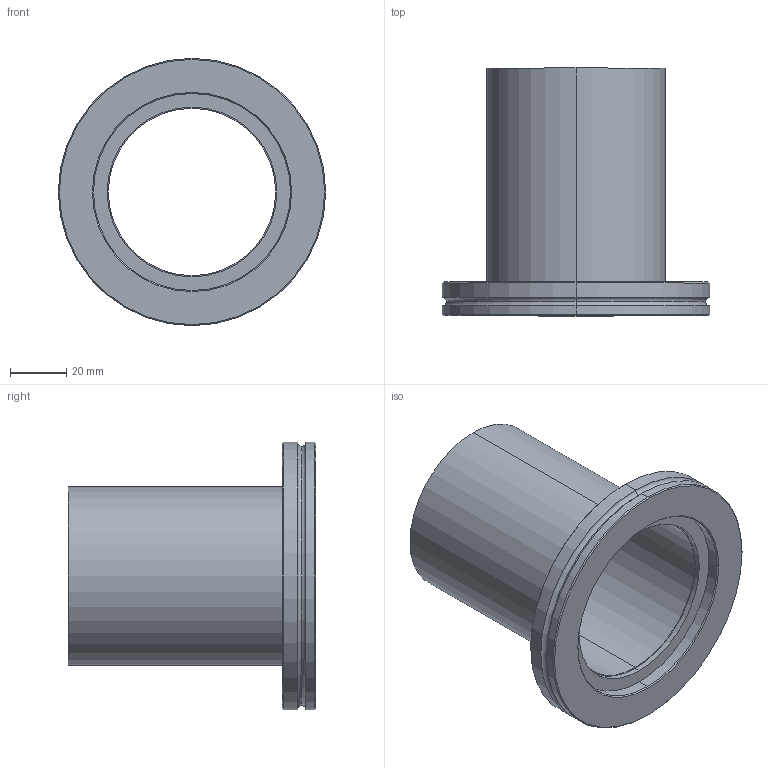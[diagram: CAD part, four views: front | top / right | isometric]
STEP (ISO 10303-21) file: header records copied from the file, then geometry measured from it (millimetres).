
FILE_DESCRIPTION (( 'STEP AP214' ), '1' );
FILE_NAME ('Hositrad_ISO63-64NH.STEP', '2014-08-06T12:22:36', ( '' ), ( '' ), 'SwSTEP 2.0', 'SolidWorks 2014', '' );
FILE_SCHEMA (( 'AUTOMOTIVE_DESIGN' ));
Length unit declared in the file: millimetre
Products named in the file (3): Hositrad_ISO63-64NH; ISO-K-Weld-All_ISO63-64; Tube63.5_L88-6,5
Assembly tree (2 placements, depth 2):
  Hositrad_ISO63-64NH
    ISO-K-Weld-All_ISO63-64
    Tube63.5_L88-6,5
Bounding box: 95 x 88 x 95 mm (x, y, z)
Volume: 72174.9 mm3; surface area: 48015.3 mm2
Topology: 2 solids, 2 shells, 40 faces, 80 edges, 48 vertices
Faces by surface type: cylinder 18, cone 10, plane 8, torus 4
Entity records: 1166 total; most frequent: DIRECTION 222, CARTESIAN_POINT 173, ORIENTED_EDGE 160, AXIS2_PLACEMENT_3D 97, EDGE_CURVE 80, CIRCLE 52, VERTEX_POINT 48, EDGE_LOOP 48
